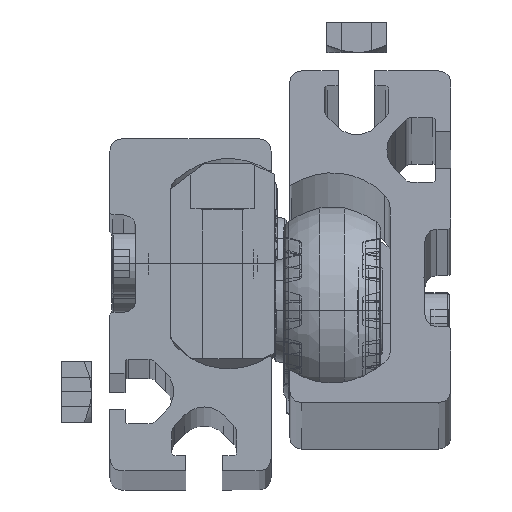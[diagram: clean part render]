
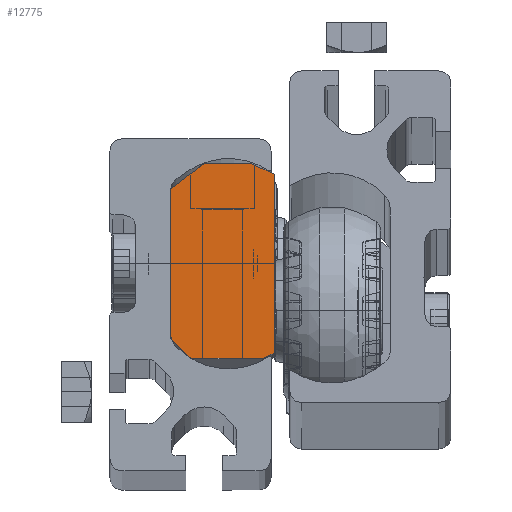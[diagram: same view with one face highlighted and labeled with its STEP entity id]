
A CAD part, top view. The second image highlights one B-rep face of the part: STEP entity #12775.
In plain terms, the highlighted face is planar.
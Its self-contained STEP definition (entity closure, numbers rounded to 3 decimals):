
#287 = CARTESIAN_POINT ( 'NONE',  ( 19., 16.5, 3. ) ) ;
#588 = VERTEX_POINT ( 'NONE', #12809 ) ;
#855 = CARTESIAN_POINT ( 'NONE',  ( 19., 14.681, -8.5 ) ) ;
#992 = VECTOR ( 'NONE', #6123, 1000. ) ;
#1235 = DIRECTION ( 'NONE',  ( 0., -0.423, -0.906 ) ) ;
#1418 = EDGE_CURVE ( 'NONE', #12500, #12200, #5219, .T. ) ;
#1555 = VECTOR ( 'NONE', #14935, 1000. ) ;
#1789 = LINE ( 'NONE', #11649, #992 ) ;
#1860 = CARTESIAN_POINT ( 'NONE',  ( 19., 1.5, 22.2 ) ) ;
#1992 = PLANE ( 'NONE',  #16801 ) ;
#3147 = ORIENTED_EDGE ( 'NONE', *, *, #9511, .F. ) ;
#3525 = CARTESIAN_POINT ( 'NONE',  ( 19., 14.681, -8.5 ) ) ;
#4196 = CARTESIAN_POINT ( 'NONE',  ( 19., -12.2, 8.5 ) ) ;
#4333 = DIRECTION ( 'NONE',  ( 0., -0.707, -0.707 ) ) ;
#5113 = LINE ( 'NONE', #3525, #12023 ) ;
#5116 = CARTESIAN_POINT ( 'NONE',  ( 19., 16.5, -4.6 ) ) ;
#5219 = LINE ( 'NONE', #5116, #20307 ) ;
#5443 = CARTESIAN_POINT ( 'NONE',  ( 19., 16.5, -4.6 ) ) ;
#5547 = DIRECTION ( 'NONE',  ( 0., -1., 0. ) ) ;
#6123 = DIRECTION ( 'NONE',  ( 0., 1., 0. ) ) ;
#6775 = LINE ( 'NONE', #17597, #17769 ) ;
#7097 = LINE ( 'NONE', #23529, #15763 ) ;
#7100 = ORIENTED_EDGE ( 'NONE', *, *, #9104, .F. ) ;
#7140 = FACE_OUTER_BOUND ( 'NONE', #23216, .T. ) ;
#7244 = VECTOR ( 'NONE', #4333, 1000. ) ;
#8274 = EDGE_CURVE ( 'NONE', #23157, #23294, #7097, .T. ) ;
#9104 = EDGE_CURVE ( 'NONE', #12500, #16901, #15978, .T. ) ;
#9511 = EDGE_CURVE ( 'NONE', #15972, #23294, #22603, .T. ) ;
#9559 = VECTOR ( 'NONE', #1235, 1000. ) ;
#9591 = LINE ( 'NONE', #4196, #7244 ) ;
#9892 = EDGE_CURVE ( 'NONE', #588, #23157, #9591, .T. ) ;
#11649 = CARTESIAN_POINT ( 'NONE',  ( 19., -12.2, 8.5 ) ) ;
#12023 = VECTOR ( 'NONE', #5547, 1000. ) ;
#12200 = VERTEX_POINT ( 'NONE', #287 ) ;
#12500 = VERTEX_POINT ( 'NONE', #5443 ) ;
#12509 = DIRECTION ( 'NONE',  ( 0., 0.616, -0.788 ) ) ;
#12775 = ADVANCED_FACE ( 'NONE', ( #7140 ), #1992, .F. ) ;
#12809 = CARTESIAN_POINT ( 'NONE',  ( 19., -12.2, 8.5 ) ) ;
#14604 = DIRECTION ( 'NONE',  ( -1., 0., 0. ) ) ;
#14935 = DIRECTION ( 'NONE',  ( 0., -0.423, 0.906 ) ) ;
#15015 = CARTESIAN_POINT ( 'NONE',  ( 19., -15.5, 5.2 ) ) ;
#15017 = ORIENTED_EDGE ( 'NONE', *, *, #8274, .T. ) ;
#15099 = CARTESIAN_POINT ( 'NONE',  ( 19., -14.661, -8.5 ) ) ;
#15763 = VECTOR ( 'NONE', #21636, 1000. ) ;
#15972 = VERTEX_POINT ( 'NONE', #15099 ) ;
#15978 = LINE ( 'NONE', #23256, #9559 ) ;
#15993 = ORIENTED_EDGE ( 'NONE', *, *, #23169, .F. ) ;
#16581 = CARTESIAN_POINT ( 'NONE',  ( 19., -15.5, -6.7 ) ) ;
#16801 = AXIS2_PLACEMENT_3D ( 'NONE', #1860, #14604, #20370 ) ;
#16901 = VERTEX_POINT ( 'NONE', #855 ) ;
#17055 = CARTESIAN_POINT ( 'NONE',  ( 19., 12.203, 8.5 ) ) ;
#17597 = CARTESIAN_POINT ( 'NONE',  ( 19., 12.203, 8.5 ) ) ;
#17769 = VECTOR ( 'NONE', #12509, 1000. ) ;
#19395 = DIRECTION ( 'NONE',  ( 0., 0., 1. ) ) ;
#19894 = ORIENTED_EDGE ( 'NONE', *, *, #21859, .F. ) ;
#20307 = VECTOR ( 'NONE', #19395, 1000. ) ;
#20370 = DIRECTION ( 'NONE',  ( 0., 0., 1. ) ) ;
#21018 = ORIENTED_EDGE ( 'NONE', *, *, #9892, .T. ) ;
#21147 = VERTEX_POINT ( 'NONE', #17055 ) ;
#21636 = DIRECTION ( 'NONE',  ( 0., 0., -1. ) ) ;
#21859 = EDGE_CURVE ( 'NONE', #16901, #15972, #5113, .T. ) ;
#22462 = EDGE_CURVE ( 'NONE', #21147, #12200, #6775, .T. ) ;
#22473 = CARTESIAN_POINT ( 'NONE',  ( 19., -14.661, -8.5 ) ) ;
#22603 = LINE ( 'NONE', #22473, #1555 ) ;
#23157 = VERTEX_POINT ( 'NONE', #15015 ) ;
#23169 = EDGE_CURVE ( 'NONE', #588, #21147, #1789, .T. ) ;
#23216 = EDGE_LOOP ( 'NONE', ( #23337, #15993, #21018, #15017, #3147, #19894, #7100, #23234 ) ) ;
#23234 = ORIENTED_EDGE ( 'NONE', *, *, #1418, .T. ) ;
#23256 = CARTESIAN_POINT ( 'NONE',  ( 19., 16.5, -4.6 ) ) ;
#23294 = VERTEX_POINT ( 'NONE', #16581 ) ;
#23337 = ORIENTED_EDGE ( 'NONE', *, *, #22462, .F. ) ;
#23529 = CARTESIAN_POINT ( 'NONE',  ( 19., -15.5, 5.2 ) ) ;
